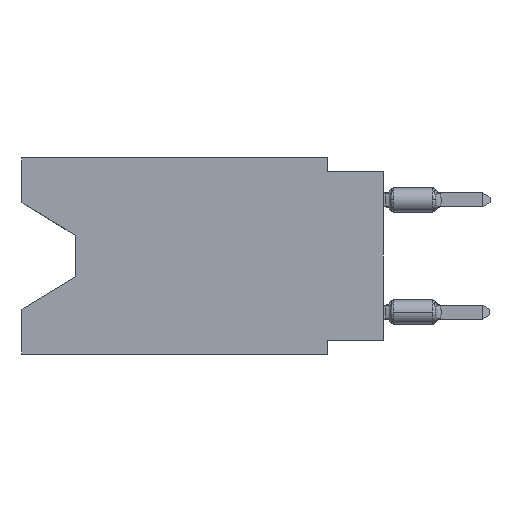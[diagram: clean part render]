
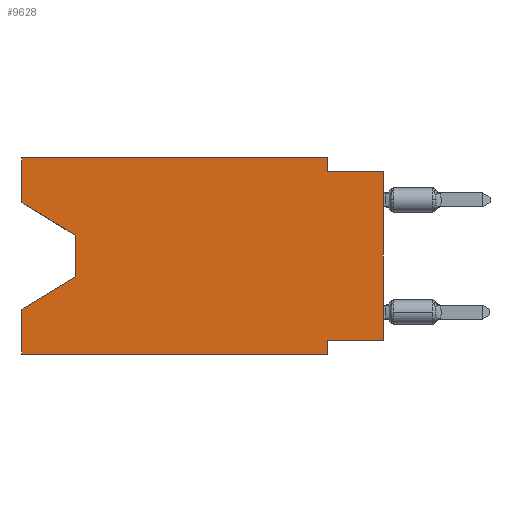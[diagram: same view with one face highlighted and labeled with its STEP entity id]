
A CAD part, left-side view. The second image highlights one B-rep face of the part: STEP entity #9628.
In plain terms, the highlighted planar face has unit normal (-1, 0, 0).
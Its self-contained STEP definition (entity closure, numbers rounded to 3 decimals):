
#58 = ORIENTED_EDGE ( 'NONE', *, *, #5118, .F. ) ;
#575 = EDGE_CURVE ( 'NONE', #9244, #10574, #1363, .T. ) ;
#653 = DIRECTION ( 'NONE',  ( 0., -0.855, -0.519 ) ) ;
#883 = ORIENTED_EDGE ( 'NONE', *, *, #21363, .F. ) ;
#891 = DIRECTION ( 'NONE',  ( 0., 1., 0. ) ) ;
#973 = LINE ( 'NONE', #15204, #3030 ) ;
#1123 = VECTOR ( 'NONE', #18200, 1000. ) ;
#1263 = LINE ( 'NONE', #19146, #11204 ) ;
#1363 = LINE ( 'NONE', #1588, #2015 ) ;
#1397 = EDGE_CURVE ( 'NONE', #3329, #14387, #15292, .T. ) ;
#1588 = CARTESIAN_POINT ( 'NONE',  ( 0., 2.54, -8.89 ) ) ;
#2015 = VECTOR ( 'NONE', #3240, 1000. ) ;
#2461 = EDGE_CURVE ( 'NONE', #6025, #17243, #7640, .T. ) ;
#2805 = VECTOR ( 'NONE', #11805, 1000. ) ;
#3030 = VECTOR ( 'NONE', #5579, 1000. ) ;
#3225 = EDGE_CURVE ( 'NONE', #6025, #3329, #5922, .T. ) ;
#3240 = DIRECTION ( 'NONE',  ( 0., 0., -1. ) ) ;
#3329 = VERTEX_POINT ( 'NONE', #4054 ) ;
#3655 = LINE ( 'NONE', #21314, #13889 ) ;
#3888 = LINE ( 'NONE', #16145, #22874 ) ;
#4054 = CARTESIAN_POINT ( 'NONE',  ( 0., 16.383, 0. ) ) ;
#4767 = FACE_OUTER_BOUND ( 'NONE', #10627, .T. ) ;
#5118 = EDGE_CURVE ( 'NONE', #9610, #9244, #11967, .T. ) ;
#5579 = DIRECTION ( 'NONE',  ( 0., -1., 0. ) ) ;
#5580 = ORIENTED_EDGE ( 'NONE', *, *, #15010, .T. ) ;
#5817 = DIRECTION ( 'NONE',  ( 1., 0., 0. ) ) ;
#5922 = LINE ( 'NONE', #7889, #14042 ) ;
#6025 = VERTEX_POINT ( 'NONE', #16188 ) ;
#6869 = CARTESIAN_POINT ( 'NONE',  ( 0., 0., -8.255 ) ) ;
#6870 = LINE ( 'NONE', #10957, #19405 ) ;
#7149 = DIRECTION ( 'NONE',  ( 0., -1., 0. ) ) ;
#7593 = CARTESIAN_POINT ( 'NONE',  ( 0., 2.54, -8.89 ) ) ;
#7640 = LINE ( 'NONE', #14758, #16640 ) ;
#7798 = LINE ( 'NONE', #18324, #1123 ) ;
#7889 = CARTESIAN_POINT ( 'NONE',  ( 0., 16.383, 0. ) ) ;
#8365 = VERTEX_POINT ( 'NONE', #16049 ) ;
#8414 = ORIENTED_EDGE ( 'NONE', *, *, #22920, .T. ) ;
#9066 = CARTESIAN_POINT ( 'NONE',  ( 0., 16.383, 0. ) ) ;
#9244 = VERTEX_POINT ( 'NONE', #13785 ) ;
#9315 = ORIENTED_EDGE ( 'NONE', *, *, #18872, .T. ) ;
#9610 = VERTEX_POINT ( 'NONE', #6869 ) ;
#9628 = ADVANCED_FACE ( 'NONE', ( #4767 ), #11892, .F. ) ;
#9629 = CARTESIAN_POINT ( 'NONE',  ( 0., 2.54, 0. ) ) ;
#9655 = CARTESIAN_POINT ( 'NONE',  ( 0., 13.97, -5.385 ) ) ;
#10293 = DIRECTION ( 'NONE',  ( 0., 0., 1. ) ) ;
#10574 = VERTEX_POINT ( 'NONE', #7593 ) ;
#10627 = EDGE_LOOP ( 'NONE', ( #13931, #16617, #9315, #883, #5580, #19486, #58, #8414, #21212, #11233, #13016, #21247 ) ) ;
#10910 = VERTEX_POINT ( 'NONE', #16564 ) ;
#10955 = DIRECTION ( 'NONE',  ( 0., 0., -1. ) ) ;
#10957 = CARTESIAN_POINT ( 'NONE',  ( 0., 2.54, 0. ) ) ;
#11204 = VECTOR ( 'NONE', #20792, 1000. ) ;
#11233 = ORIENTED_EDGE ( 'NONE', *, *, #18948, .F. ) ;
#11805 = DIRECTION ( 'NONE',  ( 0., -1., 0. ) ) ;
#11892 = PLANE ( 'NONE',  #17095 ) ;
#11967 = LINE ( 'NONE', #22625, #19890 ) ;
#12400 = CARTESIAN_POINT ( 'NONE',  ( 0., 0., -0.635 ) ) ;
#12839 = VERTEX_POINT ( 'NONE', #9655 ) ;
#13016 = ORIENTED_EDGE ( 'NONE', *, *, #1397, .F. ) ;
#13785 = CARTESIAN_POINT ( 'NONE',  ( 0., 2.54, -8.255 ) ) ;
#13889 = VECTOR ( 'NONE', #7149, 1000. ) ;
#13931 = ORIENTED_EDGE ( 'NONE', *, *, #2461, .T. ) ;
#13954 = EDGE_CURVE ( 'NONE', #17243, #12839, #7798, .T. ) ;
#14042 = VECTOR ( 'NONE', #22179, 1000. ) ;
#14387 = VERTEX_POINT ( 'NONE', #9629 ) ;
#14415 = CARTESIAN_POINT ( 'NONE',  ( 0., 16.383, -6.852 ) ) ;
#14758 = CARTESIAN_POINT ( 'NONE',  ( 0., 16.383, -2.038 ) ) ;
#15010 = EDGE_CURVE ( 'NONE', #8365, #10574, #973, .T. ) ;
#15204 = CARTESIAN_POINT ( 'NONE',  ( 0., 16.383, -8.89 ) ) ;
#15292 = LINE ( 'NONE', #22456, #2805 ) ;
#15646 = VERTEX_POINT ( 'NONE', #12400 ) ;
#16049 = CARTESIAN_POINT ( 'NONE',  ( 0., 16.383, -8.89 ) ) ;
#16145 = CARTESIAN_POINT ( 'NONE',  ( 0., 16.383, 0. ) ) ;
#16188 = CARTESIAN_POINT ( 'NONE',  ( 0., 16.383, -2.038 ) ) ;
#16483 = VERTEX_POINT ( 'NONE', #14415 ) ;
#16564 = CARTESIAN_POINT ( 'NONE',  ( 0., 2.54, -0.635 ) ) ;
#16617 = ORIENTED_EDGE ( 'NONE', *, *, #13954, .T. ) ;
#16640 = VECTOR ( 'NONE', #653, 1000. ) ;
#17095 = AXIS2_PLACEMENT_3D ( 'NONE', #9066, #5817, #10955 ) ;
#17170 = CARTESIAN_POINT ( 'NONE',  ( 0., 13.97, -3.505 ) ) ;
#17243 = VERTEX_POINT ( 'NONE', #17170 ) ;
#17828 = DIRECTION ( 'NONE',  ( 0., 0., -1. ) ) ;
#17884 = DIRECTION ( 'NONE',  ( 0., 0., 1. ) ) ;
#18200 = DIRECTION ( 'NONE',  ( 0., 0., -1. ) ) ;
#18324 = CARTESIAN_POINT ( 'NONE',  ( 0., 13.97, -3.505 ) ) ;
#18872 = EDGE_CURVE ( 'NONE', #12839, #16483, #1263, .T. ) ;
#18948 = EDGE_CURVE ( 'NONE', #14387, #10910, #6870, .T. ) ;
#19146 = CARTESIAN_POINT ( 'NONE',  ( 0., 13.97, -5.385 ) ) ;
#19405 = VECTOR ( 'NONE', #17828, 1000. ) ;
#19486 = ORIENTED_EDGE ( 'NONE', *, *, #575, .F. ) ;
#19890 = VECTOR ( 'NONE', #891, 1000. ) ;
#20601 = LINE ( 'NONE', #22818, #21386 ) ;
#20792 = DIRECTION ( 'NONE',  ( 0., 0.855, -0.519 ) ) ;
#21212 = ORIENTED_EDGE ( 'NONE', *, *, #21362, .F. ) ;
#21247 = ORIENTED_EDGE ( 'NONE', *, *, #3225, .F. ) ;
#21314 = CARTESIAN_POINT ( 'NONE',  ( 0., 0., -0.635 ) ) ;
#21362 = EDGE_CURVE ( 'NONE', #10910, #15646, #3655, .T. ) ;
#21363 = EDGE_CURVE ( 'NONE', #8365, #16483, #3888, .T. ) ;
#21386 = VECTOR ( 'NONE', #10293, 1000. ) ;
#22179 = DIRECTION ( 'NONE',  ( 0., 0., 1. ) ) ;
#22456 = CARTESIAN_POINT ( 'NONE',  ( 0., 16.383, 0. ) ) ;
#22625 = CARTESIAN_POINT ( 'NONE',  ( 0., 0., -8.255 ) ) ;
#22818 = CARTESIAN_POINT ( 'NONE',  ( 0., 0., 0. ) ) ;
#22874 = VECTOR ( 'NONE', #17884, 1000. ) ;
#22920 = EDGE_CURVE ( 'NONE', #9610, #15646, #20601, .T. ) ;
